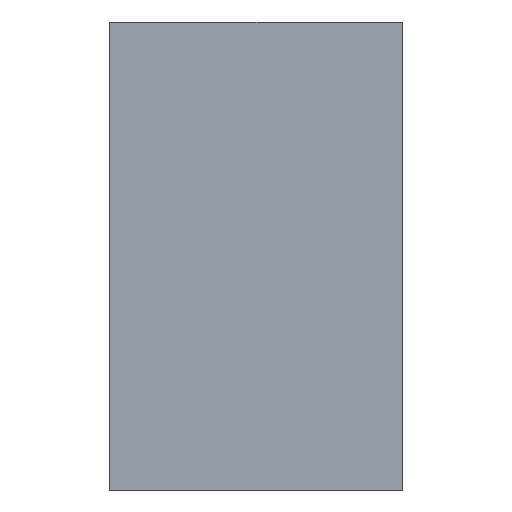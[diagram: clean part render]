
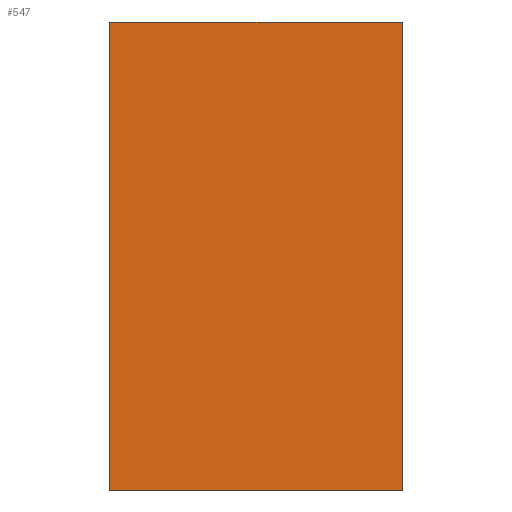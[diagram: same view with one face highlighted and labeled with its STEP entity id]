
A CAD part, left-side view. The second image highlights one B-rep face of the part: STEP entity #547.
In plain terms, the highlighted planar face has unit normal (-1, 0, 0).
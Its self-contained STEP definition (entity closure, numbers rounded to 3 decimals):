
#3 = PLANE ( 'NONE',  #126 ) ;
#20 = CARTESIAN_POINT ( 'NONE',  ( -0.8, 0.5, -0.4 ) ) ;
#123 = DIRECTION ( 'NONE',  ( 0., 0., -1. ) ) ;
#124 = DIRECTION ( 'NONE',  ( 1., 0., 0. ) ) ;
#125 = CARTESIAN_POINT ( 'NONE',  ( -0.8, 0.5, 0.4 ) ) ;
#126 = AXIS2_PLACEMENT_3D ( 'NONE', #125, #124, #123 ) ;
#147 = CARTESIAN_POINT ( 'NONE',  ( -0.8, 0., 0.4 ) ) ;
#152 = DIRECTION ( 'NONE',  ( 0., 0., 1. ) ) ;
#153 = VECTOR ( 'NONE', #152, 1000. ) ;
#154 = CARTESIAN_POINT ( 'NONE',  ( -0.8, 0.5, 0.4 ) ) ;
#155 = LINE ( 'NONE', #154, #153 ) ;
#178 = FACE_OUTER_BOUND ( 'NONE', #588, .T. ) ;
#191 = DIRECTION ( 'NONE',  ( 0., -1., 0. ) ) ;
#192 = VECTOR ( 'NONE', #191, 1000. ) ;
#193 = CARTESIAN_POINT ( 'NONE',  ( -0.8, 0.5, 0.4 ) ) ;
#194 = LINE ( 'NONE', #193, #192 ) ;
#212 = VECTOR ( 'NONE', #233, 1000. ) ;
#213 = CARTESIAN_POINT ( 'NONE',  ( -0.8, 0.5, -0.4 ) ) ;
#214 = LINE ( 'NONE', #213, #212 ) ;
#233 = DIRECTION ( 'NONE',  ( 0., -1., 0. ) ) ;
#262 = CARTESIAN_POINT ( 'NONE',  ( -0.8, 0.5, 0.4 ) ) ;
#343 = LINE ( 'NONE', #356, #355 ) ;
#353 = CARTESIAN_POINT ( 'NONE',  ( -0.8, 0., -0.4 ) ) ;
#354 = DIRECTION ( 'NONE',  ( 0., 0., 1. ) ) ;
#355 = VECTOR ( 'NONE', #354, 1000. ) ;
#356 = CARTESIAN_POINT ( 'NONE',  ( -0.8, 0., 0.4 ) ) ;
#456 = VERTEX_POINT ( 'NONE', #262 ) ;
#458 = EDGE_CURVE ( 'NONE', #462, #589, #343, .T. ) ;
#461 = ORIENTED_EDGE ( 'NONE', *, *, #458, .T. ) ;
#462 = VERTEX_POINT ( 'NONE', #353 ) ;
#503 = VERTEX_POINT ( 'NONE', #20 ) ;
#529 = EDGE_CURVE ( 'NONE', #456, #589, #194, .T. ) ;
#547 = ADVANCED_FACE ( 'NONE', ( #178 ), #3, .F. ) ;
#560 = ORIENTED_EDGE ( 'NONE', *, *, #585, .F. ) ;
#585 = EDGE_CURVE ( 'NONE', #503, #456, #155, .T. ) ;
#587 = ORIENTED_EDGE ( 'NONE', *, *, #529, .F. ) ;
#588 = EDGE_LOOP ( 'NONE', ( #461, #587, #560, #665 ) ) ;
#589 = VERTEX_POINT ( 'NONE', #147 ) ;
#665 = ORIENTED_EDGE ( 'NONE', *, *, #666, .T. ) ;
#666 = EDGE_CURVE ( 'NONE', #503, #462, #214, .T. ) ;
